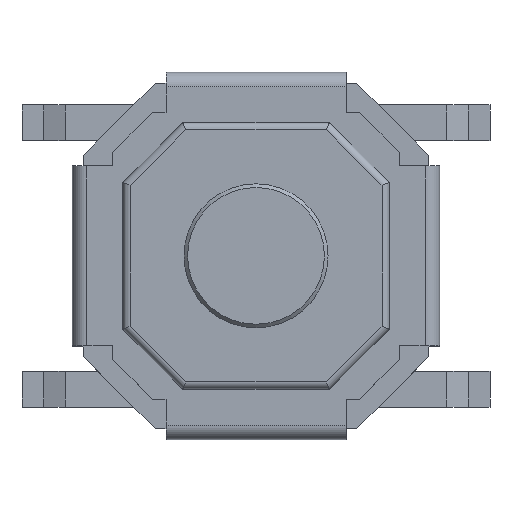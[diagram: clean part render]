
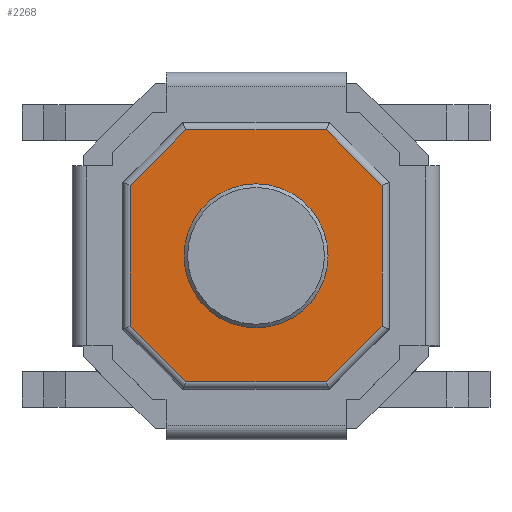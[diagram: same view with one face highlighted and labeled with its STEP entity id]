
A CAD part, top view. The second image highlights one B-rep face of the part: STEP entity #2268.
In plain terms, the highlighted planar face has unit normal (0, 0, 1).
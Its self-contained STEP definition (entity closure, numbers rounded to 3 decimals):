
#43=FACE_BOUND('',#317,.T.);
#54=PLANE('',#2439);
#183=FACE_OUTER_BOUND('',#316,.T.);
#316=EDGE_LOOP('',(#1701,#1702,#1703,#1704,#1705,#1706,#1707,#1708));
#317=EDGE_LOOP('',(#1709));
#477=LINE('',#3283,#780);
#479=LINE('',#3291,#782);
#481=LINE('',#3297,#784);
#483=LINE('',#3303,#786);
#485=LINE('',#3309,#788);
#488=LINE('',#3317,#791);
#490=LINE('',#3323,#793);
#492=LINE('',#3327,#795);
#780=VECTOR('',#2641,10.);
#782=VECTOR('',#2649,10.);
#784=VECTOR('',#2655,10.);
#786=VECTOR('',#2661,10.);
#788=VECTOR('',#2667,10.);
#791=VECTOR('',#2674,10.);
#793=VECTOR('',#2680,10.);
#795=VECTOR('',#2686,10.);
#1043=CIRCLE('',#2440,1.);
#1096=VERTEX_POINT('',#3281);
#1097=VERTEX_POINT('',#3282);
#1100=VERTEX_POINT('',#3290);
#1102=VERTEX_POINT('',#3296);
#1104=VERTEX_POINT('',#3302);
#1106=VERTEX_POINT('',#3308);
#1109=VERTEX_POINT('',#3316);
#1111=VERTEX_POINT('',#3322);
#1112=VERTEX_POINT('',#3338);
#1317=EDGE_CURVE('',#1096,#1097,#477,.T.);
#1321=EDGE_CURVE('',#1097,#1100,#479,.T.);
#1324=EDGE_CURVE('',#1100,#1102,#481,.T.);
#1327=EDGE_CURVE('',#1102,#1104,#483,.T.);
#1330=EDGE_CURVE('',#1104,#1106,#485,.T.);
#1334=EDGE_CURVE('',#1106,#1109,#488,.T.);
#1337=EDGE_CURVE('',#1109,#1111,#490,.T.);
#1340=EDGE_CURVE('',#1111,#1096,#492,.T.);
#1346=EDGE_CURVE('',#1112,#1112,#1043,.T.);
#1701=ORIENTED_EDGE('',*,*,#1317,.F.);
#1702=ORIENTED_EDGE('',*,*,#1340,.F.);
#1703=ORIENTED_EDGE('',*,*,#1337,.F.);
#1704=ORIENTED_EDGE('',*,*,#1334,.F.);
#1705=ORIENTED_EDGE('',*,*,#1330,.F.);
#1706=ORIENTED_EDGE('',*,*,#1327,.F.);
#1707=ORIENTED_EDGE('',*,*,#1324,.F.);
#1708=ORIENTED_EDGE('',*,*,#1321,.F.);
#1709=ORIENTED_EDGE('',*,*,#1346,.T.);
#2268=ADVANCED_FACE('',(#183,#43),#54,.T.);
#2439=AXIS2_PLACEMENT_3D('',#3337,#2700,#2701);
#2440=AXIS2_PLACEMENT_3D('',#3339,#2702,#2703);
#2641=DIRECTION('',(0.,-1.,0.));
#2649=DIRECTION('',(-0.707,-0.707,0.));
#2655=DIRECTION('',(-1.,0.,0.));
#2661=DIRECTION('',(-0.707,0.707,0.));
#2667=DIRECTION('',(0.,1.,0.));
#2674=DIRECTION('',(0.707,0.707,0.));
#2680=DIRECTION('',(1.,0.,0.));
#2686=DIRECTION('',(0.707,-0.707,0.));
#2700=DIRECTION('center_axis',(0.,0.,1.));
#2701=DIRECTION('ref_axis',(1.,0.,0.));
#2702=DIRECTION('center_axis',(0.,0.,-1.));
#2703=DIRECTION('ref_axis',(1.,0.,0.));
#3281=CARTESIAN_POINT('',(1.75,0.979,1.2));
#3282=CARTESIAN_POINT('',(1.75,-0.979,1.2));
#3283=CARTESIAN_POINT('',(1.75,-0.51,1.2));
#3290=CARTESIAN_POINT('',(0.979,-1.75,1.2));
#3291=CARTESIAN_POINT('',(1.157,-1.572,1.2));
#3296=CARTESIAN_POINT('',(-0.979,-1.75,1.2));
#3297=CARTESIAN_POINT('',(-0.51,-1.75,1.2));
#3302=CARTESIAN_POINT('',(-1.75,-0.979,1.2));
#3303=CARTESIAN_POINT('',(-1.572,-1.157,1.2));
#3308=CARTESIAN_POINT('',(-1.75,0.979,1.2));
#3309=CARTESIAN_POINT('',(-1.75,0.51,1.2));
#3316=CARTESIAN_POINT('',(-0.979,1.75,1.2));
#3317=CARTESIAN_POINT('',(-1.157,1.572,1.2));
#3322=CARTESIAN_POINT('',(0.979,1.75,1.2));
#3323=CARTESIAN_POINT('',(0.51,1.75,1.2));
#3327=CARTESIAN_POINT('',(1.572,1.157,1.2));
#3337=CARTESIAN_POINT('Origin',(0.,0.,
1.2));
#3338=CARTESIAN_POINT('',(-1.,0.,1.2));
#3339=CARTESIAN_POINT('Origin',(0.,0.,1.2));
